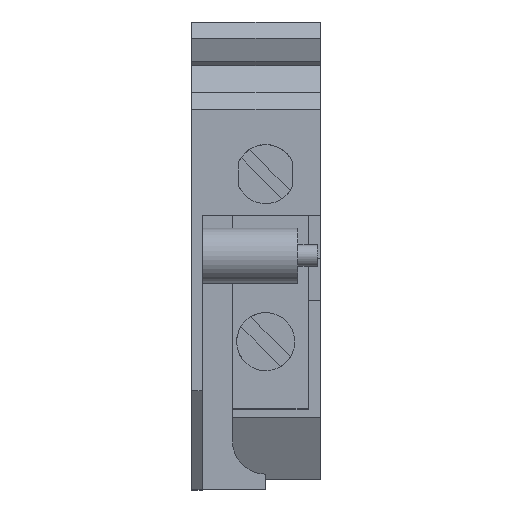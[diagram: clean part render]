
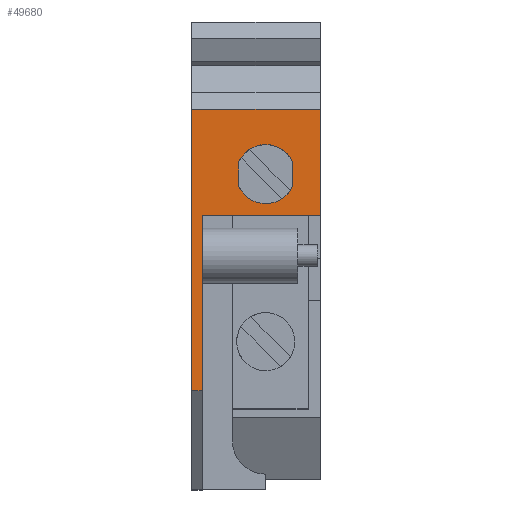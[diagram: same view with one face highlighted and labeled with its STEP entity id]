
A CAD part, top view. The second image highlights one B-rep face of the part: STEP entity #49680.
In plain terms, the highlighted face is planar.
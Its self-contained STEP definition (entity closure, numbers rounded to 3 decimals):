
#29460=CARTESIAN_POINT('',(-140.899,295.438,
0.));
#29470=VERTEX_POINT('',#29460);
#29500=CARTESIAN_POINT('',(-151.979,295.438,
0.));
#29510=DIRECTION('',(1.,0.,0.));
#29520=VECTOR('',#29510,1.);
#29530=LINE('',#29500,#29520);
#29540=CARTESIAN_POINT('',(-131.049,295.438,
0.));
#29550=VERTEX_POINT('',#29540);
#29560=EDGE_CURVE('',#29470,#29550,#29530,.T.);
#39920=CARTESIAN_POINT('',(-157.249,295.438,-12.));
#39930=VERTEX_POINT('',#39920);
#39960=CARTESIAN_POINT('',(-157.249,295.438,-12.5));
#39970=DIRECTION('',(0.,0.,1.));
#39980=VECTOR('',#39970,1.);
#39990=LINE('',#39960,#39980);
#40000=CARTESIAN_POINT('',(-157.249,295.438,-11.));
#40010=VERTEX_POINT('',#40000);
#40020=EDGE_CURVE('',#39930,#40010,#39990,.T.);
#41850=CARTESIAN_POINT('',(-135.924,295.438,-2.6));
#41860=VERTEX_POINT('',#41850);
#42230=CARTESIAN_POINT('',(-135.924,295.438,-7.6));
#42240=VERTEX_POINT('',#42230);
#42270=CARTESIAN_POINT('',(-137.069,295.438,-5.1));
#42280=DIRECTION('',(0.,1.,0.));
#42290=DIRECTION('',(1.,0.,0.));
#42300=AXIS2_PLACEMENT_3D('',#42270,#42280,#42290);
#42310=CIRCLE('',#42300,2.75);
#42320=EDGE_CURVE('',#41860,#42240,#42310,.T.);
#44130=CARTESIAN_POINT('',(-140.899,295.438,-11.));
#44140=VERTEX_POINT('',#44130);
#44170=CARTESIAN_POINT('',(-140.899,295.438,-12.5));
#44180=DIRECTION('',(0.,0.,-1.));
#44190=VECTOR('',#44180,1.);
#44200=LINE('',#44170,#44190);
#44210=EDGE_CURVE('',#29470,#44140,#44200,.T.);
#45580=CARTESIAN_POINT('',(-138.215,295.438,-2.6));
#45590=VERTEX_POINT('',#45580);
#45640=CARTESIAN_POINT('',(0.,295.438,-2.6));
#45650=DIRECTION('',(1.,0.,0.));
#45660=VECTOR('',#45650,1.);
#45670=LINE('',#45640,#45660);
#45680=EDGE_CURVE('',#45590,#41860,#45670,.T.);
#45890=CARTESIAN_POINT('',(-138.215,295.438,-7.6));
#45900=VERTEX_POINT('',#45890);
#46040=CARTESIAN_POINT('',(-137.069,295.438,-5.1));
#46050=DIRECTION('',(0.,1.,0.));
#46060=DIRECTION('',(1.,0.,0.));
#46070=AXIS2_PLACEMENT_3D('',#46040,#46050,#46060);
#46080=CIRCLE('',#46070,2.75);
#46090=EDGE_CURVE('',#45900,#45590,#46080,.T.);
#46590=CARTESIAN_POINT('',(-131.049,295.438,-12.5));
#46600=DIRECTION('',(0.,0.,-1.));
#46610=VECTOR('',#46600,1.);
#46620=LINE('',#46590,#46610);
#46630=CARTESIAN_POINT('',(-131.049,295.438,-12.));
#46640=VERTEX_POINT('',#46630);
#46650=EDGE_CURVE('',#29550,#46640,#46620,.T.);
#46910=CARTESIAN_POINT('',(0.,295.438,-7.6));
#46920=DIRECTION('',(-1.,0.,0.));
#46930=VECTOR('',#46920,1.);
#46940=LINE('',#46910,#46930);
#46950=EDGE_CURVE('',#42240,#45900,#46940,.T.);
#47980=CARTESIAN_POINT('',(-151.979,295.438,-11.));
#47990=DIRECTION('',(1.,0.,0.));
#48000=VECTOR('',#47990,1.);
#48010=LINE('',#47980,#48000);
#48020=EDGE_CURVE('',#40010,#44140,#48010,.T.);
#49440=CARTESIAN_POINT('',(-157.042,295.438,-12.5));
#49450=DIRECTION('',(-0.,1.,0.));
#49460=DIRECTION('',(1.,0.,0.));
#49470=AXIS2_PLACEMENT_3D('',#49440,#49450,#49460);
#49480=PLANE('',#49470);
#49490=ORIENTED_EDGE('',*,*,#46950,.F.);
#49500=ORIENTED_EDGE('',*,*,#46090,.F.);
#49510=ORIENTED_EDGE('',*,*,#45680,.F.);
#49520=ORIENTED_EDGE('',*,*,#42320,.F.);
#49530=EDGE_LOOP('',(#49520,#49510,#49500,#49490));
#49540=FACE_BOUND('',#49530,.T.);
#49550=ORIENTED_EDGE('',*,*,#48020,.T.);
#49560=ORIENTED_EDGE('',*,*,#40020,.T.);
#49570=CARTESIAN_POINT('',(-151.979,295.438,-12.));
#49580=DIRECTION('',(-1.,0.,0.));
#49590=VECTOR('',#49580,1.);
#49600=LINE('',#49570,#49590);
#49610=EDGE_CURVE('',#46640,#39930,#49600,.T.);
#49620=ORIENTED_EDGE('',*,*,#49610,.T.);
#49630=ORIENTED_EDGE('',*,*,#46650,.T.);
#49640=ORIENTED_EDGE('',*,*,#29560,.T.);
#49650=ORIENTED_EDGE('',*,*,#44210,.F.);
#49660=EDGE_LOOP('',(#49650,#49640,#49630,#49620,#49560,#49550));
#49670=FACE_OUTER_BOUND('',#49660,.T.);
#49680=ADVANCED_FACE('',(#49540,#49670),#49480,.T.);
